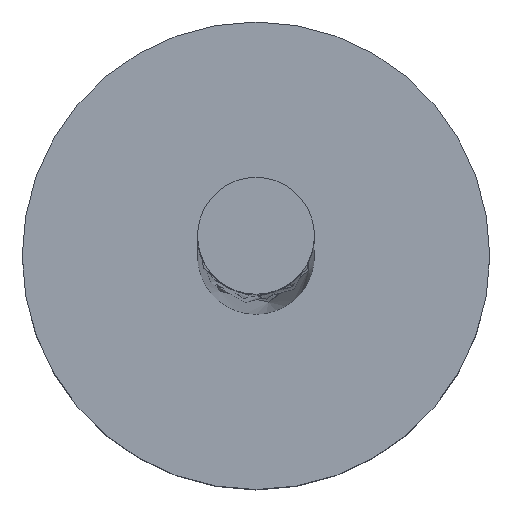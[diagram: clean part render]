
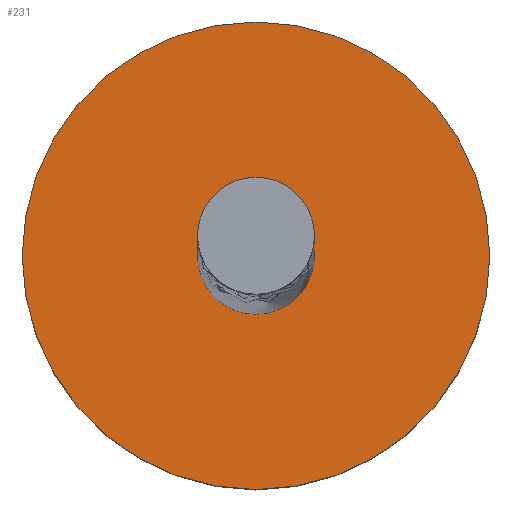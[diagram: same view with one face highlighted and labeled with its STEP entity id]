
A CAD part, top view. The second image highlights one B-rep face of the part: STEP entity #231.
In plain terms, the highlighted planar face has unit normal (0, 0, 1).
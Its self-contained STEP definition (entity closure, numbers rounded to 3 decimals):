
#84 = DIRECTION ( 'NONE',  ( 0., 0., 1. ) ) ;
#106 = EDGE_LOOP ( 'NONE', ( #1160, #579 ) ) ;
#231 = ADVANCED_FACE ( 'NONE', ( #813, #1228 ), #703, .T. ) ;
#280 = DIRECTION ( 'NONE',  ( 1., 0., 0. ) ) ;
#288 = CARTESIAN_POINT ( 'NONE',  ( 0., 0., 2. ) ) ;
#311 = CIRCLE ( 'NONE', #340, 0.5 ) ;
#334 = VERTEX_POINT ( 'NONE', #693 ) ;
#338 = CIRCLE ( 'NONE', #890, 2. ) ;
#340 = AXIS2_PLACEMENT_3D ( 'NONE', #826, #1031, #1239 ) ;
#360 = AXIS2_PLACEMENT_3D ( 'NONE', #1015, #1344, #725 ) ;
#407 = AXIS2_PLACEMENT_3D ( 'NONE', #1260, #512, #713 ) ;
#416 = ORIENTED_EDGE ( 'NONE', *, *, #599, .T. ) ;
#424 = EDGE_CURVE ( 'NONE', #334, #987, #338, .T. ) ;
#458 = CIRCLE ( 'NONE', #407, 0.5 ) ;
#482 = CARTESIAN_POINT ( 'NONE',  ( 0., 0., 2. ) ) ;
#512 = DIRECTION ( 'NONE',  ( 0., 0., 1. ) ) ;
#579 = ORIENTED_EDGE ( 'NONE', *, *, #986, .F. ) ;
#581 = DIRECTION ( 'NONE',  ( 0., 0., 1. ) ) ;
#599 = EDGE_CURVE ( 'NONE', #987, #334, #1107, .T. ) ;
#649 = CARTESIAN_POINT ( 'NONE',  ( -0.5, 0., 2. ) ) ;
#693 = CARTESIAN_POINT ( 'NONE',  ( 2., 0., 2. ) ) ;
#703 = PLANE ( 'NONE',  #1295 ) ;
#713 = DIRECTION ( 'NONE',  ( 1., 0., 0. ) ) ;
#725 = DIRECTION ( 'NONE',  ( 1., 0., 0. ) ) ;
#761 = EDGE_LOOP ( 'NONE', ( #416, #945 ) ) ;
#783 = VERTEX_POINT ( 'NONE', #649 ) ;
#813 = FACE_BOUND ( 'NONE', #106, .T. ) ;
#826 = CARTESIAN_POINT ( 'NONE',  ( 0., 0., 2. ) ) ;
#890 = AXIS2_PLACEMENT_3D ( 'NONE', #482, #581, #989 ) ;
#945 = ORIENTED_EDGE ( 'NONE', *, *, #424, .T. ) ;
#986 = EDGE_CURVE ( 'NONE', #1172, #783, #311, .T. ) ;
#987 = VERTEX_POINT ( 'NONE', #1130 ) ;
#989 = DIRECTION ( 'NONE',  ( 1., 0., 0. ) ) ;
#1015 = CARTESIAN_POINT ( 'NONE',  ( 0., 0., 2. ) ) ;
#1031 = DIRECTION ( 'NONE',  ( 0., 0., 1. ) ) ;
#1107 = CIRCLE ( 'NONE', #360, 2. ) ;
#1130 = CARTESIAN_POINT ( 'NONE',  ( -2., 0., 2. ) ) ;
#1160 = ORIENTED_EDGE ( 'NONE', *, *, #1249, .F. ) ;
#1172 = VERTEX_POINT ( 'NONE', #1307 ) ;
#1228 = FACE_OUTER_BOUND ( 'NONE', #761, .T. ) ;
#1239 = DIRECTION ( 'NONE',  ( 1., 0., 0. ) ) ;
#1249 = EDGE_CURVE ( 'NONE', #783, #1172, #458, .T. ) ;
#1260 = CARTESIAN_POINT ( 'NONE',  ( 0., 0., 2. ) ) ;
#1295 = AXIS2_PLACEMENT_3D ( 'NONE', #288, #84, #280 ) ;
#1307 = CARTESIAN_POINT ( 'NONE',  ( 0.5, 0., 2. ) ) ;
#1344 = DIRECTION ( 'NONE',  ( 0., 0., 1. ) ) ;
